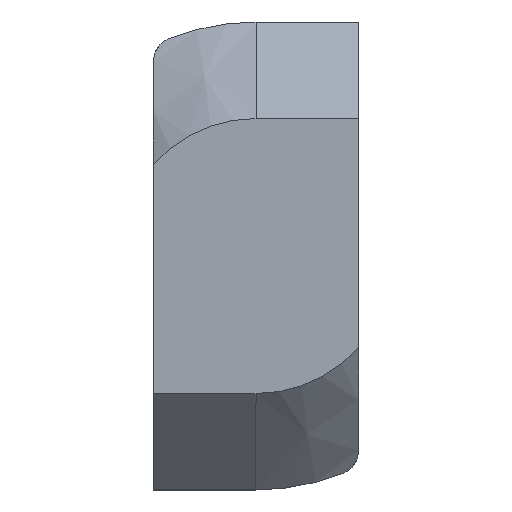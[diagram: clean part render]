
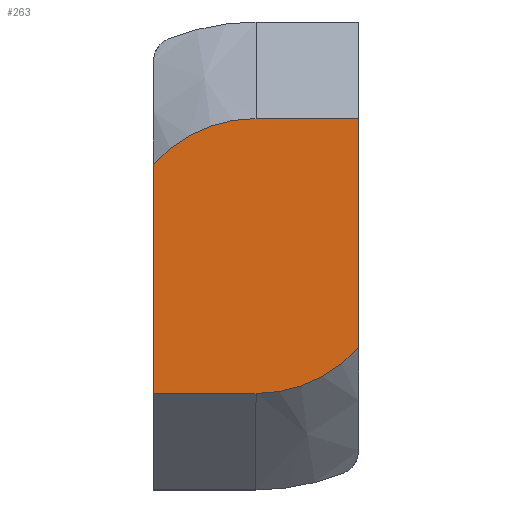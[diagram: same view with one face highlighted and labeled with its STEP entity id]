
A CAD part, front view. The second image highlights one B-rep face of the part: STEP entity #263.
In plain terms, the highlighted planar face has unit normal (0, -1, 0).
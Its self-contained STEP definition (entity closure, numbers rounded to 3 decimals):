
#2 = VERTEX_POINT ( 'NONE', #388 ) ;
#5 = CARTESIAN_POINT ( 'NONE',  ( 4.25, 0., -8.07 ) ) ;
#57 = ORIENTED_EDGE ( 'NONE', *, *, #1029, .F. ) ;
#70 = VERTEX_POINT ( 'NONE', #667 ) ;
#128 = CARTESIAN_POINT ( 'NONE',  ( 0., 0., 0. ) ) ;
#134 = DIRECTION ( 'NONE',  ( 0., 0., 1. ) ) ;
#149 = EDGE_LOOP ( 'NONE', ( #801, #753, #297, #57, #1043, #317 ) ) ;
#201 = PLANE ( 'NONE',  #460 ) ;
#255 = CARTESIAN_POINT ( 'NONE',  ( -4.25, 0., 8.07 ) ) ;
#263 = ADVANCED_FACE ( 'NONE', ( #325 ), #201, .F. ) ;
#269 = CARTESIAN_POINT ( 'NONE',  ( 0., 0., 0. ) ) ;
#286 = DIRECTION ( 'NONE',  ( 0., 1., 0. ) ) ;
#297 = ORIENTED_EDGE ( 'NONE', *, *, #1056, .F. ) ;
#317 = ORIENTED_EDGE ( 'NONE', *, *, #1018, .F. ) ;
#325 = FACE_OUTER_BOUND ( 'NONE', #149, .T. ) ;
#348 = EDGE_CURVE ( 'NONE', #1054, #981, #639, .T. ) ;
#363 = EDGE_CURVE ( 'NONE', #498, #70, #377, .T. ) ;
#367 = VECTOR ( 'NONE', #579, 1000. ) ;
#372 = DIRECTION ( 'NONE',  ( 1., 0., 0. ) ) ;
#377 = LINE ( 'NONE', #440, #789 ) ;
#388 = CARTESIAN_POINT ( 'NONE',  ( -4.25, 0., -5.7 ) ) ;
#403 = CARTESIAN_POINT ( 'NONE',  ( 4.25, 0., -3.798 ) ) ;
#440 = CARTESIAN_POINT ( 'NONE',  ( 0., 0., 5.7 ) ) ;
#460 = AXIS2_PLACEMENT_3D ( 'NONE', #787, #286, #774 ) ;
#472 = CARTESIAN_POINT ( 'NONE',  ( 0., 0., -5.7 ) ) ;
#476 = LINE ( 'NONE', #255, #603 ) ;
#498 = VERTEX_POINT ( 'NONE', #712 ) ;
#505 = CARTESIAN_POINT ( 'NONE',  ( 0., 0., -5.7 ) ) ;
#557 = LINE ( 'NONE', #505, #367 ) ;
#579 = DIRECTION ( 'NONE',  ( -1., 0., 0. ) ) ;
#603 = VECTOR ( 'NONE', #653, 1000. ) ;
#639 = CIRCLE ( 'NONE', #897, 5.7 ) ;
#651 = CIRCLE ( 'NONE', #731, 5.7 ) ;
#653 = DIRECTION ( 'NONE',  ( 0., 0., 1. ) ) ;
#667 = CARTESIAN_POINT ( 'NONE',  ( 4.25, 0., 5.7 ) ) ;
#686 = DIRECTION ( 'NONE',  ( 0., 1., 0. ) ) ;
#712 = CARTESIAN_POINT ( 'NONE',  ( 0., 0., 5.7 ) ) ;
#716 = LINE ( 'NONE', #5, #1048 ) ;
#731 = AXIS2_PLACEMENT_3D ( 'NONE', #269, #686, #859 ) ;
#753 = ORIENTED_EDGE ( 'NONE', *, *, #762, .F. ) ;
#762 = EDGE_CURVE ( 'NONE', #914, #498, #651, .T. ) ;
#774 = DIRECTION ( 'NONE',  ( 0., 0., 1. ) ) ;
#787 = CARTESIAN_POINT ( 'NONE',  ( 0., 0., 0. ) ) ;
#789 = VECTOR ( 'NONE', #372, 1000. ) ;
#801 = ORIENTED_EDGE ( 'NONE', *, *, #363, .F. ) ;
#808 = CARTESIAN_POINT ( 'NONE',  ( -4.25, 0., 3.798 ) ) ;
#859 = DIRECTION ( 'NONE',  ( 0., 0., 1. ) ) ;
#881 = DIRECTION ( 'NONE',  ( 0., 1., 0. ) ) ;
#897 = AXIS2_PLACEMENT_3D ( 'NONE', #128, #881, #134 ) ;
#914 = VERTEX_POINT ( 'NONE', #808 ) ;
#915 = DIRECTION ( 'NONE',  ( 0., 0., -1. ) ) ;
#981 = VERTEX_POINT ( 'NONE', #472 ) ;
#1018 = EDGE_CURVE ( 'NONE', #70, #1054, #716, .T. ) ;
#1029 = EDGE_CURVE ( 'NONE', #981, #2, #557, .T. ) ;
#1043 = ORIENTED_EDGE ( 'NONE', *, *, #348, .F. ) ;
#1048 = VECTOR ( 'NONE', #915, 1000. ) ;
#1054 = VERTEX_POINT ( 'NONE', #403 ) ;
#1056 = EDGE_CURVE ( 'NONE', #2, #914, #476, .T. ) ;
